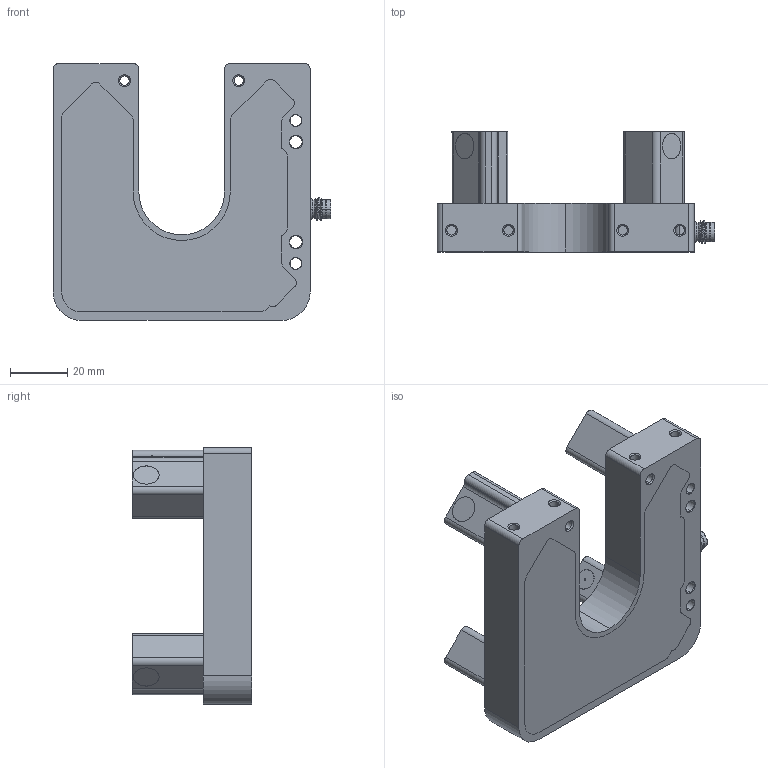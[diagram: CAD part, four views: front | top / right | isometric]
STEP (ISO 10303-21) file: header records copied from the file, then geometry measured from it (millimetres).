
FILE_DESCRIPTION (( 'STEP AP203' ), '1' );
FILE_NAME ('OGLW2-70T4-2PS6.STEP', '2014-11-04T07:54:36', ( '' ), ( '' ), 'SwSTEP 2.0', 'SolidWorks 2014', '' );
FILE_SCHEMA (( 'CONFIG_CONTROL_DESIGN' ));
Length unit declared in the file: millimetre
Products named in the file (1): OGLW2-70T4-2PS6
Bounding box: 97.25 x 42 x 90 mm (x, y, z)
Surface area: 30162.8 mm2 (no closed solid volume)
Topology: 0 solids, 17 shells, 235 faces, 698 edges, 475 vertices
Faces by surface type: cylinder 128, plane 48, cone 47, sphere 5, torus 4, bspline 3
Entity records: 8482 total; most frequent: CARTESIAN_POINT 2052, DIRECTION 1437, ORIENTED_EDGE 1200, EDGE_CURVE 683, AXIS2_PLACEMENT_3D 569, VERTEX_POINT 465, CIRCLE 336, LINE 299
